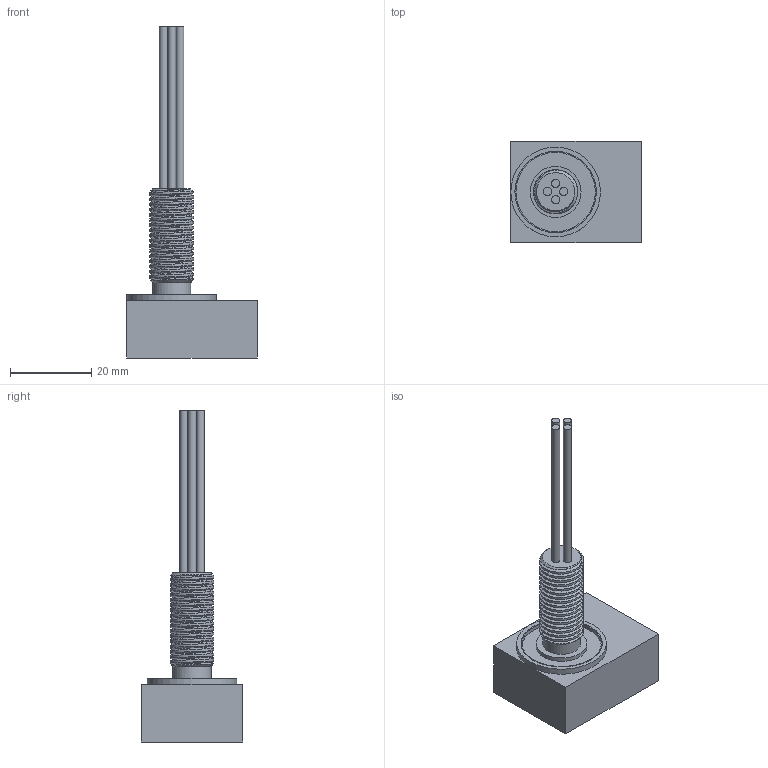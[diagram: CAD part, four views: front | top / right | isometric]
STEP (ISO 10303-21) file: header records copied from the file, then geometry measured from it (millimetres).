
FILE_DESCRIPTION(/* description */ (''),/* implementation_level */ '2;1');
FILE_NAME(/* name */ 'LPBH 4F.stp',/* time_stamp */ '2014-11-24T13:33:13+01:00',/* author */ ('sh'),/* organization */ (''),/* preprocessor_version */ 'ST-DEVELOPER v15.2',/* originating_system */ 'Autodesk Inventor 2014',/* authorisation */ '');
FILE_SCHEMA (('AUTOMOTIVE_DESIGN { 1 0 10303 214 3 1 1 }'));
Length unit declared in the file: millimetre
Products named in the file (1): LPBH 4F
Bounding box: 32 x 25 x 81.5 mm (x, y, z)
Volume: 12995 mm3; surface area: 6797.4 mm2
Topology: 1 solids, 1 shells, 111 faces, 275 edges, 183 vertices
Faces by surface type: plane 62, bspline 33, cylinder 14, cone 2
Full cylindrical faces by diameter (mm): 2 x4, 4.5 x4, 9.4 x1, 12.5 x1, 19.5 x1, 20 x1, 22 x1
Entity records: 6551 total; most frequent: CARTESIAN_POINT 4067, ORIENTED_EDGE 512, DIRECTION 374, EDGE_CURVE 256, VERTEX_POINT 179, LINE 158, VECTOR 158, EDGE_LOOP 143
